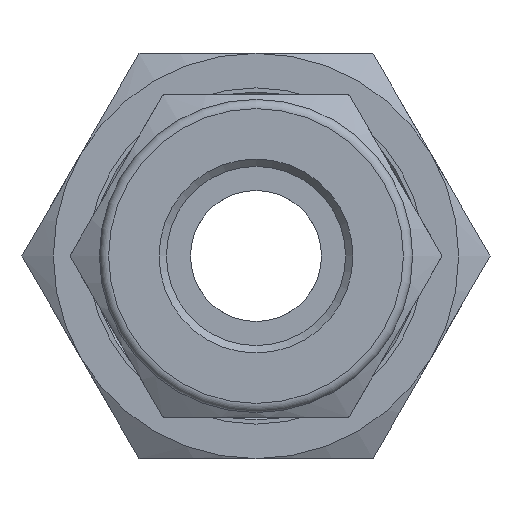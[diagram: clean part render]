
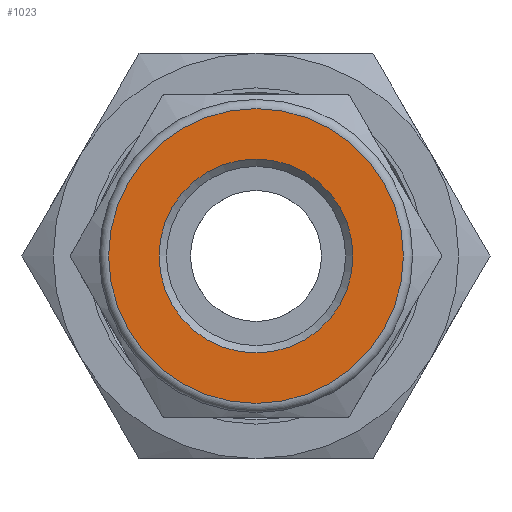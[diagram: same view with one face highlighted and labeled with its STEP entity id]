
A CAD part, left-side view. The second image highlights one B-rep face of the part: STEP entity #1023.
In plain terms, the highlighted planar face has unit normal (-1, 0, 0).
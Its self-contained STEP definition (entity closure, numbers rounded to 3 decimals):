
#66=FACE_BOUND('',#252,.T.);
#98=CIRCLE('',#1125,8.);
#113=CIRCLE('',#1153,5.265);
#179=FACE_OUTER_BOUND('',#251,.T.);
#251=EDGE_LOOP('',(#822));
#252=EDGE_LOOP('',(#823));
#454=VERTEX_POINT('',#1691);
#467=VERTEX_POINT('',#1741);
#567=EDGE_CURVE('',#454,#454,#98,.T.);
#591=EDGE_CURVE('',#467,#467,#113,.T.);
#822=ORIENTED_EDGE('',*,*,#567,.F.);
#823=ORIENTED_EDGE('',*,*,#591,.T.);
#977=PLANE('',#1154);
#1023=ADVANCED_FACE('',(#179,#66),#977,.T.);
#1125=AXIS2_PLACEMENT_3D('',#1693,#1336,#1337);
#1153=AXIS2_PLACEMENT_3D('',#1743,#1401,#1402);
#1154=AXIS2_PLACEMENT_3D('',#1744,#1403,#1404);
#1336=DIRECTION('center_axis',(1.,0.,0.));
#1337=DIRECTION('ref_axis',(0.,0.,-1.));
#1401=DIRECTION('center_axis',(1.,0.,0.));
#1402=DIRECTION('ref_axis',(0.,0.,-1.));
#1403=DIRECTION('center_axis',(-1.,0.,0.));
#1404=DIRECTION('ref_axis',(0.,0.,1.));
#1691=CARTESIAN_POINT('',(0.001,0.,8.));
#1693=CARTESIAN_POINT('Origin',(0.001,0.,
0.));
#1741=CARTESIAN_POINT('',(0.001,-5.265,0.));
#1743=CARTESIAN_POINT('Origin',(0.001,0.,
0.));
#1744=CARTESIAN_POINT('Origin',(0.001,8.,0.));
